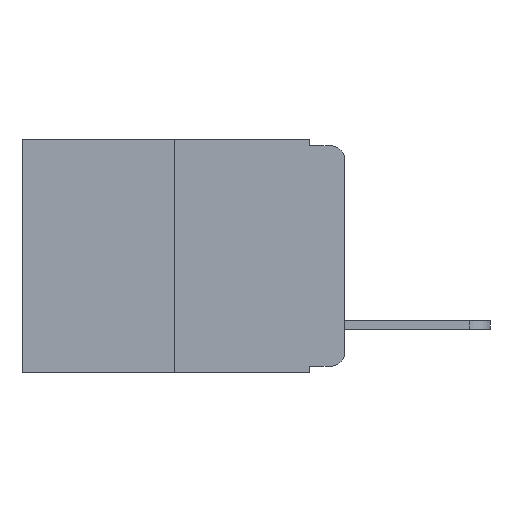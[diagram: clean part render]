
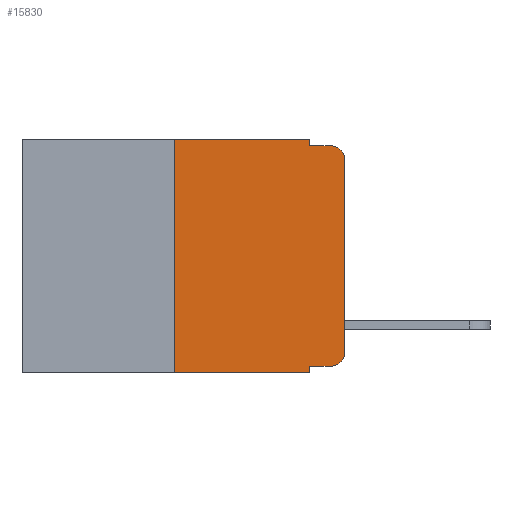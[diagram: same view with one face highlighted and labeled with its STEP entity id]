
A CAD part, left-side view. The second image highlights one B-rep face of the part: STEP entity #15830.
In plain terms, the highlighted planar face has unit normal (-1, 0, 0).
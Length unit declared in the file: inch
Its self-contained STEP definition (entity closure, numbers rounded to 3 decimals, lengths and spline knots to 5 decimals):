
#277 = LINE ( 'NONE', #12634, #9527 ) ;
#611 = VECTOR ( 'NONE', #15250, 39.37008 ) ;
#873 = LINE ( 'NONE', #17950, #5195 ) ;
#1212 = LINE ( 'NONE', #15316, #611 ) ;
#1476 = VECTOR ( 'NONE', #13856, 39.37008 ) ;
#1674 = AXIS2_PLACEMENT_3D ( 'NONE', #18369, #18360, #18340 ) ;
#1826 = CARTESIAN_POINT ( 'NONE',  ( 0., 0., -0.313 ) ) ;
#2509 = CARTESIAN_POINT ( 'NONE',  ( 0., 0.051, -0.333 ) ) ;
#2526 = ORIENTED_EDGE ( 'NONE', *, *, #19581, .T. ) ;
#2772 = VERTEX_POINT ( 'NONE', #15857 ) ;
#2780 = ORIENTED_EDGE ( 'NONE', *, *, #19537, .T. ) ;
#3144 = CIRCLE ( 'NONE', #1674, 0.02 ) ;
#3147 = CARTESIAN_POINT ( 'NONE',  ( 0., 0.051, -0.343 ) ) ;
#3659 = DIRECTION ( 'NONE',  ( 0., 0., -1. ) ) ;
#3683 = DIRECTION ( 'NONE',  ( -1., 0., 0. ) ) ;
#3719 = CARTESIAN_POINT ( 'NONE',  ( 0., 0.02, -0.313 ) ) ;
#4031 = LINE ( 'NONE', #2509, #12971 ) ;
#4285 = ORIENTED_EDGE ( 'NONE', *, *, #19706, .T. ) ;
#5068 = EDGE_LOOP ( 'NONE', ( #2780, #2526, #8605, #6594, #15923, #20115, #6312, #8079, #4285, #14146 ) ) ;
#5195 = VECTOR ( 'NONE', #17972, 39.37008 ) ;
#5952 = FACE_OUTER_BOUND ( 'NONE', #5068, .T. ) ;
#6004 = VERTEX_POINT ( 'NONE', #1826 ) ;
#6312 = ORIENTED_EDGE ( 'NONE', *, *, #19096, .T. ) ;
#6361 = LINE ( 'NONE', #13859, #1476 ) ;
#6446 = DIRECTION ( 'NONE',  ( 0., -1., 0. ) ) ;
#6594 = ORIENTED_EDGE ( 'NONE', *, *, #19615, .F. ) ;
#8079 = ORIENTED_EDGE ( 'NONE', *, *, #19656, .F. ) ;
#8136 = LINE ( 'NONE', #17459, #16657 ) ;
#8462 = CARTESIAN_POINT ( 'NONE',  ( 0., 0.473, -0.343 ) ) ;
#8487 = VERTEX_POINT ( 'NONE', #18061 ) ;
#8593 = VERTEX_POINT ( 'NONE', #11909 ) ;
#8605 = ORIENTED_EDGE ( 'NONE', *, *, #19586, .F. ) ;
#9527 = VECTOR ( 'NONE', #11900, 39.37008 ) ;
#10319 = EDGE_CURVE ( 'NONE', #13828, #10425, #1212, .T. ) ;
#10425 = VERTEX_POINT ( 'NONE', #13893 ) ;
#11196 = LINE ( 'NONE', #12709, #15285 ) ;
#11900 = DIRECTION ( 'NONE',  ( 0., 0., -1. ) ) ;
#11909 = CARTESIAN_POINT ( 'NONE',  ( 0., 0., -0.03 ) ) ;
#12634 = CARTESIAN_POINT ( 'NONE',  ( 0., 0.051, 0. ) ) ;
#12682 = DIRECTION ( 'NONE',  ( 0., 0., -1. ) ) ;
#12709 = CARTESIAN_POINT ( 'NONE',  ( 0., 0.051, 0. ) ) ;
#12741 = VECTOR ( 'NONE', #6446, 39.37008 ) ;
#12856 = VERTEX_POINT ( 'NONE', #3147 ) ;
#12966 = VERTEX_POINT ( 'NONE', #19117 ) ;
#12971 = VECTOR ( 'NONE', #19512, 39.37008 ) ;
#13248 = LINE ( 'NONE', #8462, #12741 ) ;
#13828 = VERTEX_POINT ( 'NONE', #21092 ) ;
#13856 = DIRECTION ( 'NONE',  ( 0., -1., 0. ) ) ;
#13859 = CARTESIAN_POINT ( 'NONE',  ( 0., 0.051, -0.01 ) ) ;
#13893 = CARTESIAN_POINT ( 'NONE',  ( 0., 0.051, 0. ) ) ;
#14146 = ORIENTED_EDGE ( 'NONE', *, *, #19710, .T. ) ;
#14175 = CARTESIAN_POINT ( 'NONE',  ( 0., 0.051, -0.333 ) ) ;
#14592 = AXIS2_PLACEMENT_3D ( 'NONE', #3719, #3683, #3659 ) ;
#15250 = DIRECTION ( 'NONE',  ( 0., -1., 0. ) ) ;
#15285 = VECTOR ( 'NONE', #12682, 39.37008 ) ;
#15316 = CARTESIAN_POINT ( 'NONE',  ( 0., 0.473, 0. ) ) ;
#15321 = DIRECTION ( 'NONE',  ( 0., 0., 1. ) ) ;
#15830 = ADVANCED_FACE ( 'NONE', ( #5952 ), #20470, .F. ) ;
#15857 = CARTESIAN_POINT ( 'NONE',  ( 0., 0.02, -0.333 ) ) ;
#15882 = AXIS2_PLACEMENT_3D ( 'NONE', #20500, #20450, #20416 ) ;
#15923 = ORIENTED_EDGE ( 'NONE', *, *, #10319, .F. ) ;
#15932 = VERTEX_POINT ( 'NONE', #19064 ) ;
#16657 = VECTOR ( 'NONE', #15321, 39.37008 ) ;
#16869 = CIRCLE ( 'NONE', #14592, 0.02 ) ;
#17459 = CARTESIAN_POINT ( 'NONE',  ( 0., 0., 0. ) ) ;
#17950 = CARTESIAN_POINT ( 'NONE',  ( 0., 0.25, 0. ) ) ;
#17972 = DIRECTION ( 'NONE',  ( 0., 0., 1. ) ) ;
#18061 = CARTESIAN_POINT ( 'NONE',  ( 0., 0.02, -0.01 ) ) ;
#18340 = DIRECTION ( 'NONE',  ( 0., 0., -1. ) ) ;
#18360 = DIRECTION ( 'NONE',  ( -1., 0., 0. ) ) ;
#18369 = CARTESIAN_POINT ( 'NONE',  ( 0., 0.02, -0.03 ) ) ;
#18816 = VERTEX_POINT ( 'NONE', #14175 ) ;
#19064 = CARTESIAN_POINT ( 'NONE',  ( 0., 0.051, -0.01 ) ) ;
#19096 = EDGE_CURVE ( 'NONE', #12966, #12856, #13248, .T. ) ;
#19117 = CARTESIAN_POINT ( 'NONE',  ( 0., 0.25, -0.343 ) ) ;
#19512 = DIRECTION ( 'NONE',  ( 0., -1., 0. ) ) ;
#19537 = EDGE_CURVE ( 'NONE', #6004, #8593, #8136, .T. ) ;
#19581 = EDGE_CURVE ( 'NONE', #8593, #8487, #3144, .T. ) ;
#19586 = EDGE_CURVE ( 'NONE', #15932, #8487, #6361, .T. ) ;
#19615 = EDGE_CURVE ( 'NONE', #10425, #15932, #11196, .T. ) ;
#19638 = EDGE_CURVE ( 'NONE', #12966, #13828, #873, .T. ) ;
#19656 = EDGE_CURVE ( 'NONE', #18816, #12856, #277, .T. ) ;
#19706 = EDGE_CURVE ( 'NONE', #18816, #2772, #4031, .T. ) ;
#19710 = EDGE_CURVE ( 'NONE', #2772, #6004, #16869, .T. ) ;
#20115 = ORIENTED_EDGE ( 'NONE', *, *, #19638, .F. ) ;
#20416 = DIRECTION ( 'NONE',  ( 0., 0., -1. ) ) ;
#20450 = DIRECTION ( 'NONE',  ( 1., 0., 0. ) ) ;
#20470 = PLANE ( 'NONE',  #15882 ) ;
#20500 = CARTESIAN_POINT ( 'NONE',  ( 0., 0.473, 0. ) ) ;
#21092 = CARTESIAN_POINT ( 'NONE',  ( 0., 0.25, 0. ) ) ;
